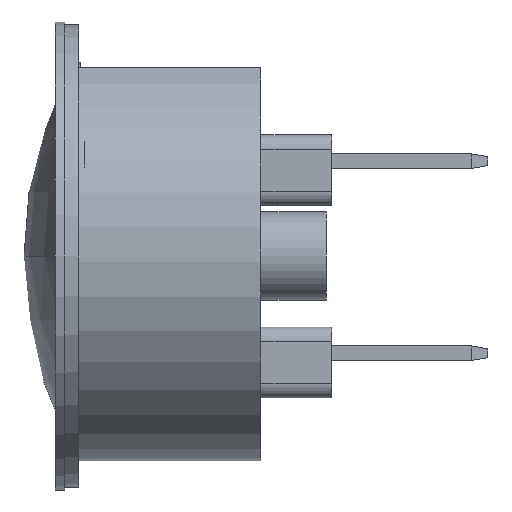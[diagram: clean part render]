
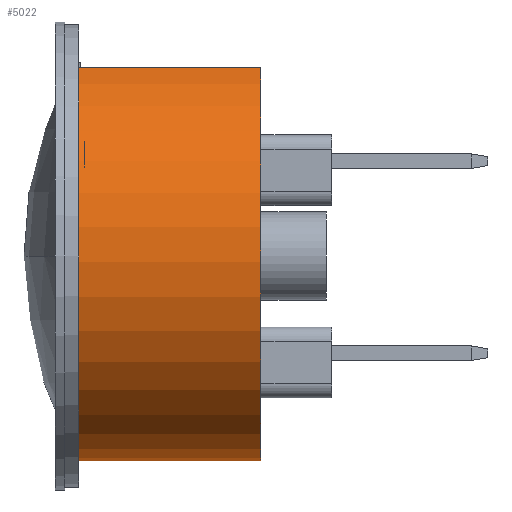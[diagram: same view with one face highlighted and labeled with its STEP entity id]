
A CAD part, left-side view. The second image highlights one B-rep face of the part: STEP entity #5022.
In plain terms, the highlighted cylindrical face has radius 11.049 mm (diameter 22.098 mm), a partial arc.
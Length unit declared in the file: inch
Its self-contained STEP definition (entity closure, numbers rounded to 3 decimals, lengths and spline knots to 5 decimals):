
#152 = CARTESIAN_POINT ( 'NONE',  ( -0.17095, 0.31369, 0.4 ) ) ;
#154 = EDGE_CURVE ( 'NONE', #2416, #733, #5027, .T. ) ;
#364 = CIRCLE ( 'NONE', #3097, 0.435 ) ;
#431 = LINE ( 'NONE', #152, #1921 ) ;
#733 = VERTEX_POINT ( 'NONE', #806 ) ;
#783 = ORIENTED_EDGE ( 'NONE', *, *, #3459, .T. ) ;
#806 = CARTESIAN_POINT ( 'NONE',  ( 0., -0.417, -0.435 ) ) ;
#905 = DIRECTION ( 'NONE',  ( 0., -1., 0. ) ) ;
#1057 = DIRECTION ( 'NONE',  ( 0., -1., 0. ) ) ;
#1070 = CARTESIAN_POINT ( 'NONE',  ( 0., 1.20037, 0. ) ) ;
#1921 = VECTOR ( 'NONE', #3944, 39.37008 ) ;
#2326 = DIRECTION ( 'NONE',  ( 0., 0., -1. ) ) ;
#2416 = VERTEX_POINT ( 'NONE', #2611 ) ;
#2470 = EDGE_CURVE ( 'NONE', #3704, #6173, #431, .T. ) ;
#2535 = CARTESIAN_POINT ( 'NONE',  ( 0., -0.03, 0. ) ) ;
#2611 = CARTESIAN_POINT ( 'NONE',  ( 0., -0.03, -0.435 ) ) ;
#3097 = AXIS2_PLACEMENT_3D ( 'NONE', #4849, #1057, #5487 ) ;
#3168 = DIRECTION ( 'NONE',  ( 0., 0., -1. ) ) ;
#3459 = EDGE_CURVE ( 'NONE', #3704, #2416, #4379, .T. ) ;
#3699 = ORIENTED_EDGE ( 'NONE', *, *, #7419, .F. ) ;
#3704 = VERTEX_POINT ( 'NONE', #4742 ) ;
#3760 = CYLINDRICAL_SURFACE ( 'NONE', #5237, 0.435 ) ;
#3944 = DIRECTION ( 'NONE',  ( 0., -1., 0. ) ) ;
#4253 = CARTESIAN_POINT ( 'NONE',  ( 0., 1.20037, -0.435 ) ) ;
#4302 = ORIENTED_EDGE ( 'NONE', *, *, #154, .T. ) ;
#4379 = CIRCLE ( 'NONE', #5886, 0.435 ) ;
#4742 = CARTESIAN_POINT ( 'NONE',  ( -0.17095, -0.03, 0.4 ) ) ;
#4849 = CARTESIAN_POINT ( 'NONE',  ( 0., -0.417, 0. ) ) ;
#5022 = ADVANCED_FACE ( 'NONE', ( #7315 ), #3760, .T. ) ;
#5027 = LINE ( 'NONE', #4253, #7978 ) ;
#5051 = ORIENTED_EDGE ( 'NONE', *, *, #2470, .F. ) ;
#5237 = AXIS2_PLACEMENT_3D ( 'NONE', #1070, #6762, #2326 ) ;
#5487 = DIRECTION ( 'NONE',  ( 0., 0., -1. ) ) ;
#5886 = AXIS2_PLACEMENT_3D ( 'NONE', #2535, #6942, #3168 ) ;
#6173 = VERTEX_POINT ( 'NONE', #7489 ) ;
#6762 = DIRECTION ( 'NONE',  ( 0., -1., 0. ) ) ;
#6942 = DIRECTION ( 'NONE',  ( 0., -1., 0. ) ) ;
#7315 = FACE_OUTER_BOUND ( 'NONE', #8195, .T. ) ;
#7419 = EDGE_CURVE ( 'NONE', #6173, #733, #364, .T. ) ;
#7489 = CARTESIAN_POINT ( 'NONE',  ( -0.17095, -0.417, 0.4 ) ) ;
#7978 = VECTOR ( 'NONE', #905, 39.37008 ) ;
#8195 = EDGE_LOOP ( 'NONE', ( #783, #4302, #3699, #5051 ) ) ;
